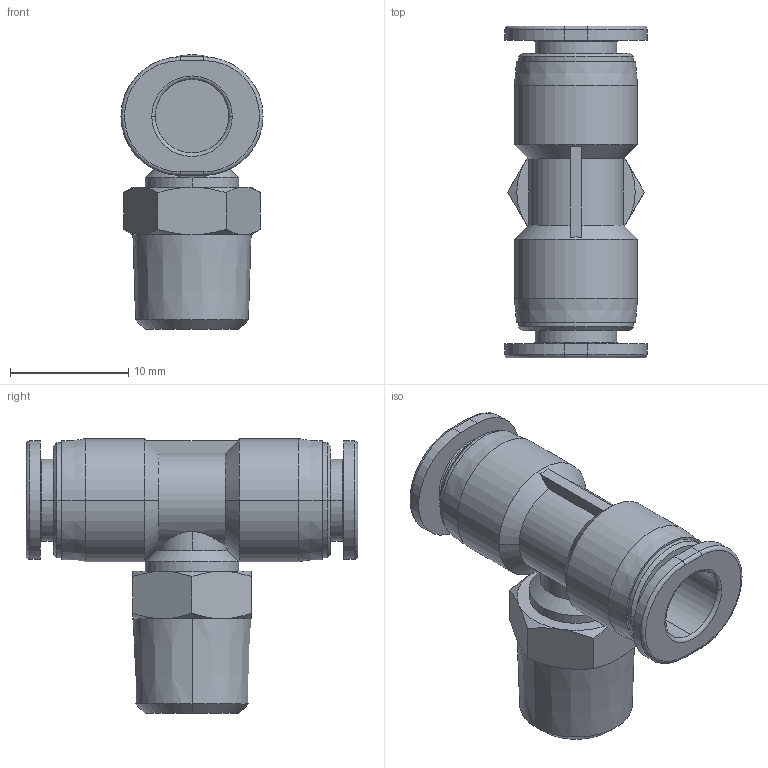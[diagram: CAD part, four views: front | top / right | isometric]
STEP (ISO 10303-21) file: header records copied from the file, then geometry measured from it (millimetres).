
FILE_DESCRIPTION((''),'2;1');
FILE_NAME('PT0601C-mdt.stp','2017-07-24T17:02:00',(''),(''),'Mechanical Desktop 2009','Mechanical Desktop 2009',', , ');
FILE_SCHEMA(('CONFIG_CONTROL_DESIGN'));
Length unit declared in the file: millimetre
Products named in the file (6): PT0601C-MDTA; PT0601C-MDT; COLLAR-L06C; NL01C; NLM6C; NLM5C
Assembly tree (6 placements, depth 2):
  PT0601C-MDTA
    PT0601C-MDT
    COLLAR-L06C  x2
    NL01C
    NLM6C
    NLM5C
Bounding box: 12 x 28 x 23.2 mm (x, y, z)
Volume: 2359 mm3; surface area: 2226.5 mm2
Topology: 1 solids, 1 shells, 98 faces, 219 edges, 133 vertices
Faces by surface type: cone 30, cylinder 30, plane 26, torus 8, bspline 4
Entity records: 3103 total; most frequent: CARTESIAN_POINT 779, DIRECTION 500, ORIENTED_EDGE 438, EDGE_CURVE 219, AXIS2_PLACEMENT_3D 216, VERTEX_POINT 133, CIRCLE 115, EDGE_LOOP 108
